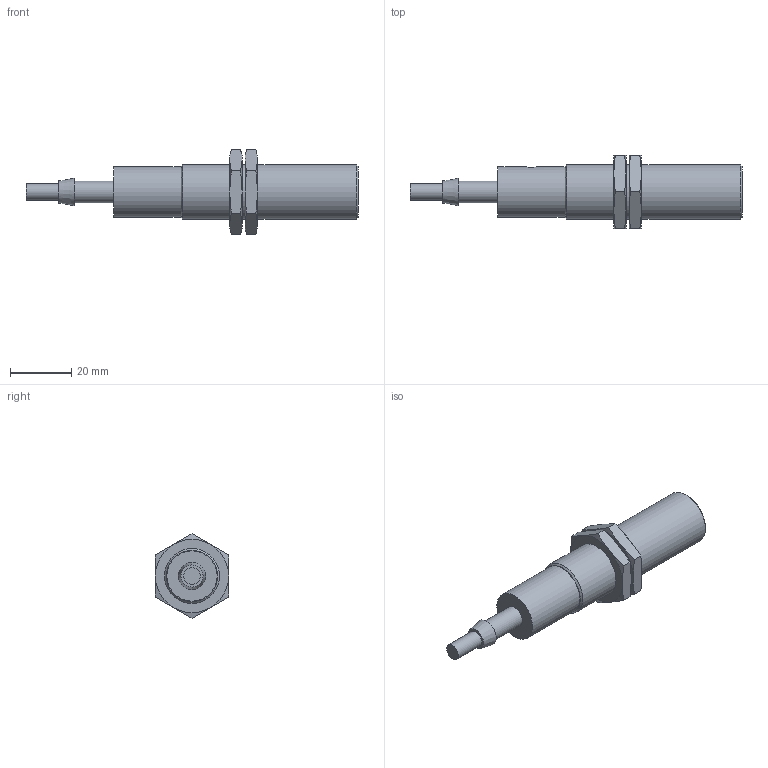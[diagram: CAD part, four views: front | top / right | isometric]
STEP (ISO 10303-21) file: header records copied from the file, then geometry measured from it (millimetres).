
FILE_DESCRIPTION( ( 'STEP AP203' ), '1' );
FILE_NAME( 'SICK IM18-05BUS-ZU0-Order no.7902122.stp', '2018-12-20T15:29:39', ( '' ), ( '' ), ' ', 'PARTsolutions', ' ' );
FILE_SCHEMA( ( 'CONFIG_CONTROL_DESIGN' ) );
Length unit declared in the file: millimetre
Products named in the file (3): SICK IM18-05BUS-ZU0-Order no.7902122; _SICK IM18-05BUS-ZU0-Order no.7902122_1; _SICK Mutter M18x1
Assembly tree (3 placements, depth 2):
  SICK IM18-05BUS-ZU0-Order no.7902122
    _SICK IM18-05BUS-ZU0-Order no.7902122_1
    _SICK Mutter M18x1  x2
Bounding box: 108.8 x 24 x 27.71 mm (x, y, z)
Volume: 22748.1 mm3; surface area: 7638.7 mm2
Topology: 3 solids, 3 shells, 61 faces, 120 edges, 70 vertices
Faces by surface type: cone 31, plane 23, cylinder 7
Full cylindrical faces by diameter (mm): 4 x1, 5.4 x1, 7 x1, 15.294 x2, 16.5 x1, 18 x1
Entity records: 1124 total; most frequent: CARTESIAN_POINT 317, DIRECTION 148, ORIENTED_EDGE 120, AXIS2_PLACEMENT_3D 71, EDGE_CURVE 60, EDGE_LOOP 56, FACE_OUTER_BOUND 44, VERTEX_POINT 42
